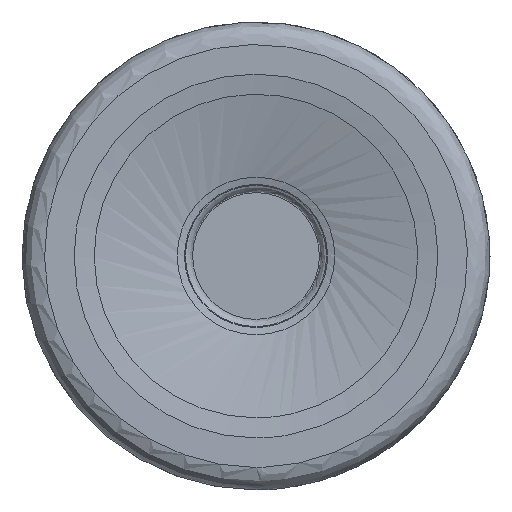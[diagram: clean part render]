
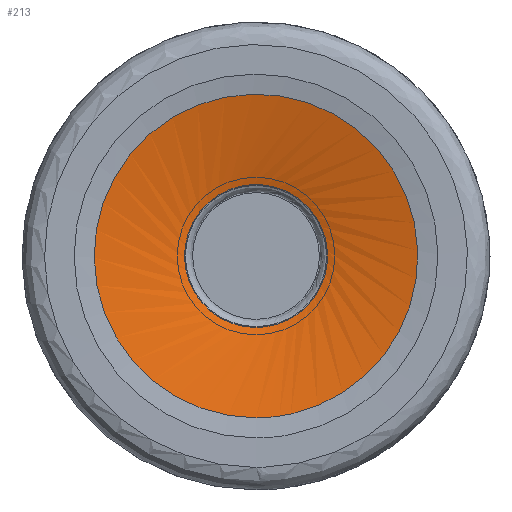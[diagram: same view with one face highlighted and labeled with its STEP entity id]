
A CAD part, left-side view. The second image highlights one B-rep face of the part: STEP entity #213.
In plain terms, the highlighted face is a revolution surface.
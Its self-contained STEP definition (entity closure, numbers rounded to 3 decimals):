
#40=SURFACE_OF_REVOLUTION('',#58,#52);
#52=AXIS1_PLACEMENT('',#667,#561);
#58=LINE('',#666,#64);
#64=VECTOR('',#560,3.492);
#213=ADVANCED_FACE('',(#260,#261),#40,.T.);
#260=FACE_BOUND('',#308,.T.);
#261=FACE_BOUND('',#309,.T.);
#308=EDGE_LOOP('',(#356));
#309=EDGE_LOOP('',(#357));
#356=ORIENTED_EDGE('',*,*,#407,.F.);
#357=ORIENTED_EDGE('',*,*,#406,.T.);
#382=VERTEX_POINT('',#658);
#383=VERTEX_POINT('',#665);
#406=EDGE_CURVE('',#382,#382,#430,.T.);
#407=EDGE_CURVE('',#383,#383,#431,.T.);
#430=CIRCLE('',#468,2.444);
#431=CIRCLE('',#469,5.532);
#468=AXIS2_PLACEMENT_3D('',#657,#555,#556);
#469=AXIS2_PLACEMENT_3D('',#664,#558,#559);
#555=DIRECTION('',(1.,0.,0.));
#556=DIRECTION('',(0.,0.,-1.));
#558=DIRECTION('',(1.,0.,0.));
#559=DIRECTION('',(0.,0.,-1.));
#560=DIRECTION('',(-0.221,-0.959,-0.18));
#561=DIRECTION('',(1.,0.,0.));
#657=CARTESIAN_POINT('',(0.915,0.,0.));
#658=CARTESIAN_POINT('',(0.915,0.,-2.444));
#664=CARTESIAN_POINT('',(0.144,0.,0.));
#665=CARTESIAN_POINT('',(0.144,0.,-5.532));
#666=CARTESIAN_POINT('',(0.915,-2.16,1.144));
#667=CARTESIAN_POINT('',(5.305,0.,0.));
